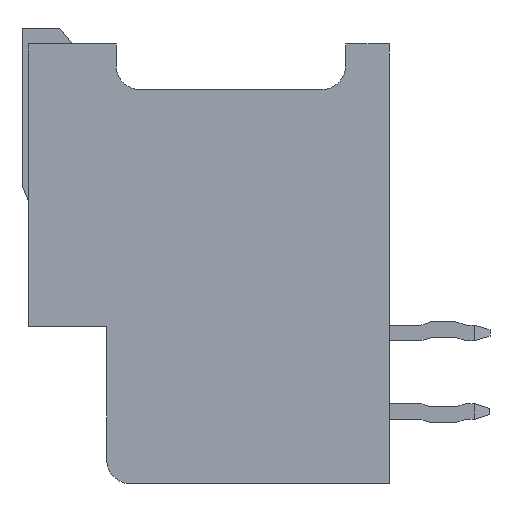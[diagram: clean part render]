
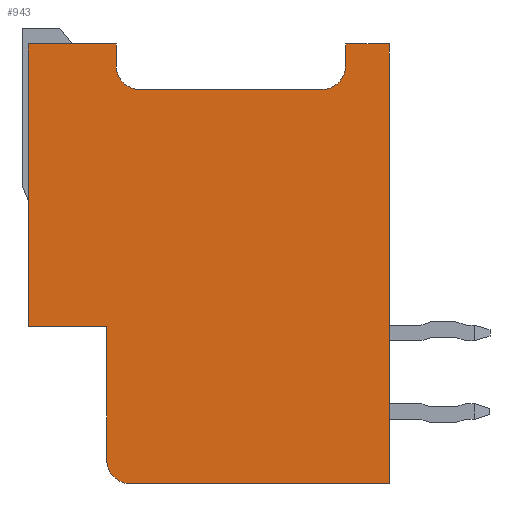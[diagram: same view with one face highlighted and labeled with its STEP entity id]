
A CAD part, left-side view. The second image highlights one B-rep face of the part: STEP entity #943.
In plain terms, the highlighted planar face has unit normal (-1, 0, 0).
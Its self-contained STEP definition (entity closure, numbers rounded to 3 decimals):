
#943 = ADVANCED_FACE( '', ( #1859 ), #1860, .F. );
#1859 = FACE_OUTER_BOUND( '', #2778, .T. );
#1860 = PLANE( '', #2779 );
#2778 = EDGE_LOOP( '', ( #5300, #5301, #5302, #5303, #5304, #5305, #5306, #5307, #5308, #5309, #5310, #5311, #5312 ) );
#2779 = AXIS2_PLACEMENT_3D( '', #5313, #5314, #5315 );
#5300 = ORIENTED_EDGE( '', *, *, #6092, .F. );
#5301 = ORIENTED_EDGE( '', *, *, #6518, .T. );
#5302 = ORIENTED_EDGE( '', *, *, #6896, .F. );
#5303 = ORIENTED_EDGE( '', *, *, #6842, .F. );
#5304 = ORIENTED_EDGE( '', *, *, #5985, .F. );
#5305 = ORIENTED_EDGE( '', *, *, #6897, .F. );
#5306 = ORIENTED_EDGE( '', *, *, #6898, .T. );
#5307 = ORIENTED_EDGE( '', *, *, #6508, .F. );
#5308 = ORIENTED_EDGE( '', *, *, #6899, .T. );
#5309 = ORIENTED_EDGE( '', *, *, #6702, .F. );
#5310 = ORIENTED_EDGE( '', *, *, #6057, .F. );
#5311 = ORIENTED_EDGE( '', *, *, #6900, .F. );
#5312 = ORIENTED_EDGE( '', *, *, #6771, .F. );
#5313 = CARTESIAN_POINT( '', ( -6.7, 0., 0. ) );
#5314 = DIRECTION( '', ( 1., 0., 0. ) );
#5315 = DIRECTION( '', ( 0., 0., -1. ) );
#5985 = EDGE_CURVE( '', #7255, #7257, #7258, .T. );
#6057 = EDGE_CURVE( '', #7378, #7362, #7380, .T. );
#6092 = EDGE_CURVE( '', #7441, #7443, #7444, .T. );
#6508 = EDGE_CURVE( '', #8096, #8091, #8098, .T. );
#6518 = EDGE_CURVE( '', #7441, #8109, #8111, .F. );
#6702 = EDGE_CURVE( '', #7362, #8356, #8358, .T. );
#6771 = EDGE_CURVE( '', #7443, #8442, #8443, .T. );
#6842 = EDGE_CURVE( '', #7257, #8527, #8528, .T. );
#6896 = EDGE_CURVE( '', #8527, #8109, #8584, .T. );
#6897 = EDGE_CURVE( '', #8585, #7255, #8586, .T. );
#6898 = EDGE_CURVE( '', #8585, #8091, #8587, .T. );
#6899 = EDGE_CURVE( '', #8096, #8356, #8588, .T. );
#6900 = EDGE_CURVE( '', #8442, #7378, #8589, .T. );
#7255 = VERTEX_POINT( '', #9072 );
#7257 = VERTEX_POINT( '', #9075 );
#7258 = LINE( '', #9076, #9077 );
#7362 = VERTEX_POINT( '', #9230 );
#7378 = VERTEX_POINT( '', #9254 );
#7380 = LINE( '', #9257, #9258 );
#7441 = VERTEX_POINT( '', #9346 );
#7443 = VERTEX_POINT( '', #9349 );
#7444 = LINE( '', #9350, #9351 );
#8091 = VERTEX_POINT( '', #10314 );
#8096 = VERTEX_POINT( '', #10321 );
#8098 = LINE( '', #10324, #10325 );
#8109 = VERTEX_POINT( '', #10341 );
#8111 = CIRCLE( '', #10344, 0.75 );
#8356 = VERTEX_POINT( '', #10721 );
#8358 = LINE( '', #10724, #10725 );
#8442 = VERTEX_POINT( '', #10855 );
#8443 = LINE( '', #10856, #10857 );
#8527 = VERTEX_POINT( '', #10997 );
#8528 = LINE( '', #10998, #10999 );
#8584 = LINE( '', #11078, #11079 );
#8585 = VERTEX_POINT( '', #11080 );
#8586 = LINE( '', #11081, #11082 );
#8587 = CIRCLE( '', #11083, 0.75 );
#8588 = CIRCLE( '', #11084, 0.75 );
#8589 = LINE( '', #11085, #11086 );
#9072 = CARTESIAN_POINT( '', ( -6.7, -3.1, 7. ) );
#9075 = CARTESIAN_POINT( '', ( -6.7, -4.5, 7. ) );
#9076 = CARTESIAN_POINT( '', ( -6.7, -3.1, 7. ) );
#9077 = VECTOR( '', #11331, 1000. );
#9230 = CARTESIAN_POINT( '', ( -6.7, 4.2, 7. ) );
#9254 = CARTESIAN_POINT( '', ( -6.7, 7., 7. ) );
#9257 = CARTESIAN_POINT( '', ( -6.7, 7., 7. ) );
#9258 = VECTOR( '', #11390, 1000. );
#9346 = CARTESIAN_POINT( '', ( -6.7, 4.5, -6.25 ) );
#9349 = CARTESIAN_POINT( '', ( -6.7, 4.5, -2. ) );
#9350 = CARTESIAN_POINT( '', ( -6.7, 4.5, -7. ) );
#9351 = VECTOR( '', #11419, 1000. );
#10314 = CARTESIAN_POINT( '', ( -6.7, -2.35, 5.55 ) );
#10321 = CARTESIAN_POINT( '', ( -6.7, 3.45, 5.55 ) );
#10324 = CARTESIAN_POINT( '', ( -6.7, 4.2, 5.55 ) );
#10325 = VECTOR( '', #11757, 1000. );
#10341 = CARTESIAN_POINT( '', ( -6.7, 3.75, -7. ) );
#10344 = AXIS2_PLACEMENT_3D( '', #11764, #11765, #11766 );
#10721 = CARTESIAN_POINT( '', ( -6.7, 4.2, 6.3 ) );
#10724 = CARTESIAN_POINT( '', ( -6.7, 4.2, 7. ) );
#10725 = VECTOR( '', #11912, 1000. );
#10855 = CARTESIAN_POINT( '', ( -6.7, 7., -2. ) );
#10856 = CARTESIAN_POINT( '', ( -6.7, 4.5, -2. ) );
#10857 = VECTOR( '', #11962, 1000. );
#10997 = CARTESIAN_POINT( '', ( -6.7, -4.5, -7. ) );
#10998 = CARTESIAN_POINT( '', ( -6.7, -4.5, 7. ) );
#10999 = VECTOR( '', #12025, 1000. );
#11078 = CARTESIAN_POINT( '', ( -6.7, -4.5, -7. ) );
#11079 = VECTOR( '', #12049, 1000. );
#11080 = CARTESIAN_POINT( '', ( -6.7, -3.1, 6.3 ) );
#11081 = CARTESIAN_POINT( '', ( -6.7, -3.1, 5.55 ) );
#11082 = VECTOR( '', #12050, 1000. );
#11083 = AXIS2_PLACEMENT_3D( '', #12051, #12052, #12053 );
#11084 = AXIS2_PLACEMENT_3D( '', #12054, #12055, #12056 );
#11085 = CARTESIAN_POINT( '', ( -6.7, 7., -2. ) );
#11086 = VECTOR( '', #12057, 1000. );
#11331 = DIRECTION( '', ( 0., -1., 0. ) );
#11390 = DIRECTION( '', ( 0., -1., 0. ) );
#11419 = DIRECTION( '', ( 0., 0., 1. ) );
#11757 = DIRECTION( '', ( 0., -1., 0. ) );
#11764 = CARTESIAN_POINT( '', ( -6.7, 3.75, -6.25 ) );
#11765 = DIRECTION( '', ( 1., 0., 0. ) );
#11766 = DIRECTION( '', ( 0., 0., -1. ) );
#11912 = DIRECTION( '', ( 0., 0., -1. ) );
#11962 = DIRECTION( '', ( 0., 1., 0. ) );
#12025 = DIRECTION( '', ( 0., 0., -1. ) );
#12049 = DIRECTION( '', ( 0., 1., 0. ) );
#12050 = DIRECTION( '', ( 0., 0., 1. ) );
#12051 = CARTESIAN_POINT( '', ( -6.7, -2.35, 6.3 ) );
#12052 = DIRECTION( '', ( 1., 0., 0. ) );
#12053 = DIRECTION( '', ( 0., 0., -1. ) );
#12054 = CARTESIAN_POINT( '', ( -6.7, 3.45, 6.3 ) );
#12055 = DIRECTION( '', ( 1., 0., 0. ) );
#12056 = DIRECTION( '', ( 0., 0., -1. ) );
#12057 = DIRECTION( '', ( 0., 0., 1. ) );
